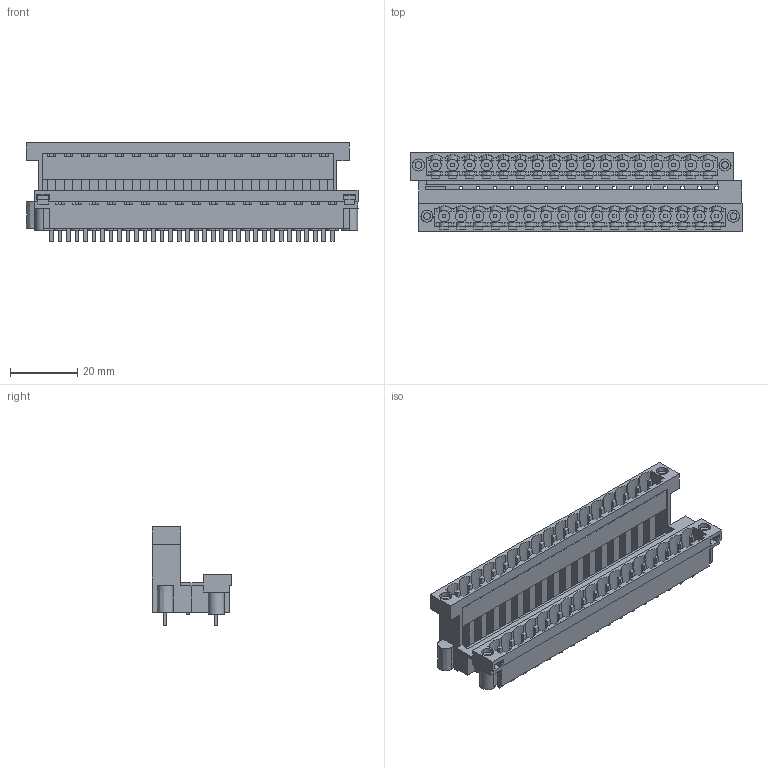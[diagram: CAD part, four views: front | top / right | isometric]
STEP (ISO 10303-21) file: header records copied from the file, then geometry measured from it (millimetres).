
FILE_DESCRIPTION(('CATIA V5 STEP Exchange','CAx-IF Rec.Pracs.--- Model Styling and Organization---1.2---2011-12-15'),'2;1');
FILE_NAME ('D1458666_0_1889220000_1889220000.stp','2018-04-19T13:04:08+00:00',('none'),('Weidmueller'),'CATIA Version 5-6 Release 2014','CATIA V5 STEP AP214','none');
FILE_SCHEMA(('AUTOMOTIVE_DESIGN { 1 0 10303 214 1 1 1 1 }'));
Length unit declared in the file: millimetre
Products named in the file (1): 1889220000
Bounding box: 99.06 x 23.67 x 29.36 mm (x, y, z)
Volume: 14862.5 mm3; surface area: 26925.6 mm2
Topology: 40 solids, 57 shells, 1576 faces, 5027 edges, 3504 vertices
Faces by surface type: plane 1278, cylinder 294, extrusion 4
Entity records: 52620 total; most frequent: CARTESIAN_POINT 11399, ORIENTED_EDGE 10054, DIRECTION 6214, EDGE_CURVE 5027, VECTOR 3991, LINE 3987, VERTEX_POINT 3504, EDGE_LOOP 1705
